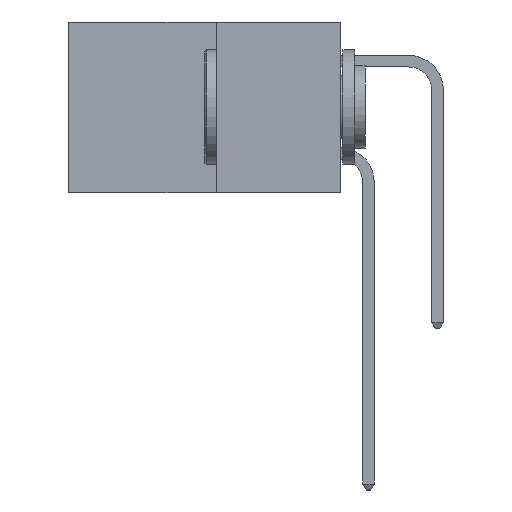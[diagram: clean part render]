
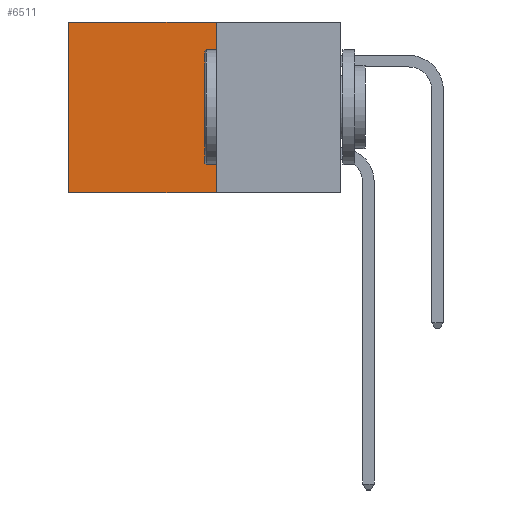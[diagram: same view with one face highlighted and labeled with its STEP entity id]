
A CAD part, left-side view. The second image highlights one B-rep face of the part: STEP entity #6511.
In plain terms, the highlighted planar face has unit normal (-1, 0, 0).
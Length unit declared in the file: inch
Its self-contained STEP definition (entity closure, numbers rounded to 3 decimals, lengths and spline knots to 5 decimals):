
#1624 = VERTEX_POINT ( 'NONE', #11535 ) ;
#1843 = ORIENTED_EDGE ( 'NONE', *, *, #7006, .F. ) ;
#2446 = DIRECTION ( 'NONE',  ( 0., 1., 0. ) ) ;
#3268 = LINE ( 'NONE', #20083, #7462 ) ;
#3660 = CARTESIAN_POINT ( 'NONE',  ( 0.277, 0.59, -0.37 ) ) ;
#4030 = VECTOR ( 'NONE', #7258, 39.37008 ) ;
#4231 = AXIS2_PLACEMENT_3D ( 'NONE', #9610, #9463, #11835 ) ;
#6052 = EDGE_CURVE ( 'NONE', #1624, #19475, #18334, .T. ) ;
#6511 = ADVANCED_FACE ( 'NONE', ( #8614 ), #7314, .F. ) ;
#7006 = EDGE_CURVE ( 'NONE', #1624, #16528, #8157, .T. ) ;
#7258 = DIRECTION ( 'NONE',  ( 0., 0., -1. ) ) ;
#7314 = PLANE ( 'NONE',  #4231 ) ;
#7449 = EDGE_CURVE ( 'NONE', #19475, #16948, #3268, .T. ) ;
#7462 = VECTOR ( 'NONE', #20043, 39.37008 ) ;
#7700 = CARTESIAN_POINT ( 'NONE',  ( 0.277, 0.27, -0.37 ) ) ;
#8157 = LINE ( 'NONE', #7700, #4030 ) ;
#8614 = FACE_OUTER_BOUND ( 'NONE', #15659, .T. ) ;
#8640 = CARTESIAN_POINT ( 'NONE',  ( 0.277, 0.27, -0.37 ) ) ;
#9463 = DIRECTION ( 'NONE',  ( 1., 0., 0. ) ) ;
#9610 = CARTESIAN_POINT ( 'NONE',  ( 0.277, 0.27, -0.37 ) ) ;
#9937 = CARTESIAN_POINT ( 'NONE',  ( 0.277, 0.59, 0. ) ) ;
#10898 = EDGE_CURVE ( 'NONE', #16528, #16948, #19466, .T. ) ;
#11535 = CARTESIAN_POINT ( 'NONE',  ( 0.277, 0.27, 0. ) ) ;
#11835 = DIRECTION ( 'NONE',  ( 0., 0., -1. ) ) ;
#15434 = ORIENTED_EDGE ( 'NONE', *, *, #6052, .T. ) ;
#15499 = DIRECTION ( 'NONE',  ( 0., 1., 0. ) ) ;
#15543 = CARTESIAN_POINT ( 'NONE',  ( 0.277, 0.27, 0. ) ) ;
#15659 = EDGE_LOOP ( 'NONE', ( #18607, #16131, #1843, #15434 ) ) ;
#15710 = VECTOR ( 'NONE', #2446, 39.37008 ) ;
#16131 = ORIENTED_EDGE ( 'NONE', *, *, #10898, .F. ) ;
#16528 = VERTEX_POINT ( 'NONE', #19953 ) ;
#16948 = VERTEX_POINT ( 'NONE', #3660 ) ;
#17895 = VECTOR ( 'NONE', #15499, 39.37008 ) ;
#18334 = LINE ( 'NONE', #15543, #17895 ) ;
#18607 = ORIENTED_EDGE ( 'NONE', *, *, #7449, .T. ) ;
#19466 = LINE ( 'NONE', #8640, #15710 ) ;
#19475 = VERTEX_POINT ( 'NONE', #9937 ) ;
#19953 = CARTESIAN_POINT ( 'NONE',  ( 0.277, 0.27, -0.37 ) ) ;
#20043 = DIRECTION ( 'NONE',  ( 0., 0., -1. ) ) ;
#20083 = CARTESIAN_POINT ( 'NONE',  ( 0.277, 0.59, -0.37 ) ) ;
